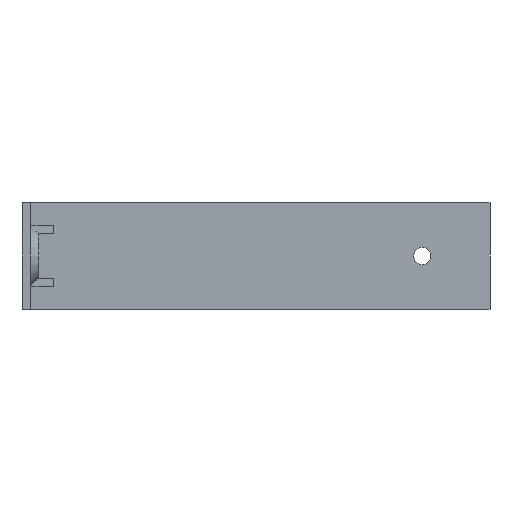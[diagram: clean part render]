
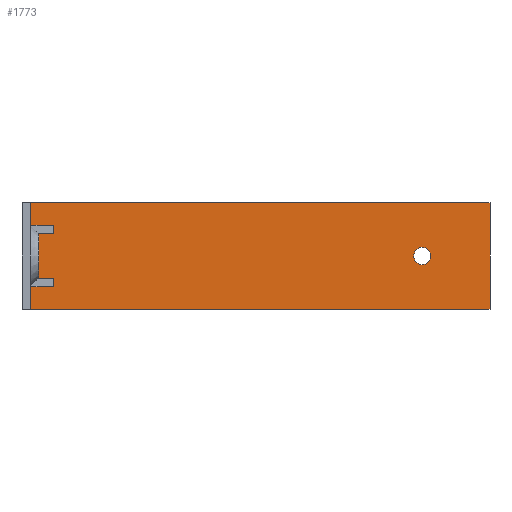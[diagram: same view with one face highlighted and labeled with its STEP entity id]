
A CAD part, left-side view. The second image highlights one B-rep face of the part: STEP entity #1773.
In plain terms, the highlighted planar face has unit normal (-1, 0, 0).
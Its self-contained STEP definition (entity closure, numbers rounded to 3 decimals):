
#1275=CARTESIAN_POINT('',(-36.5,90.94,14.875));
#1276=VERTEX_POINT('',#1275);
#1285=CARTESIAN_POINT('',(-36.5,86.44,14.875));
#1286=VERTEX_POINT('',#1285);
#1287=CARTESIAN_POINT('',(-36.5,86.44,14.875));
#1288=DIRECTION('',(0.0,1.0,0.0));
#1289=VECTOR('',#1288,4.5);
#1290=LINE('',#1287,#1289);
#1291=EDGE_CURVE('',#1286,#1276,#1290,.T.);
#1316=CARTESIAN_POINT('',(-36.5,86.44,16.625));
#1317=VERTEX_POINT('',#1316);
#1318=CARTESIAN_POINT('',(-36.5,86.44,16.625));
#1319=DIRECTION('',(0.0,0.0,-1.0));
#1320=VECTOR('',#1319,1.75);
#1321=LINE('',#1318,#1320);
#1322=EDGE_CURVE('',#1317,#1286,#1321,.T.);
#1338=CARTESIAN_POINT('',(-36.5,90.94,16.625));
#1339=VERTEX_POINT('',#1338);
#1347=CARTESIAN_POINT('',(-36.5,90.94,16.625));
#1348=DIRECTION('',(0.0,-1.0,0.0));
#1349=VECTOR('',#1348,4.5);
#1350=LINE('',#1347,#1349);
#1351=EDGE_CURVE('',#1339,#1317,#1350,.T.);
#1364=CARTESIAN_POINT('',(-36.5,90.94,21.0));
#1365=VERTEX_POINT('',#1364);
#1366=CARTESIAN_POINT('',(-36.5,90.94,16.625));
#1367=DIRECTION('',(0.0,0.0,1.0));
#1368=VECTOR('',#1367,4.375);
#1369=LINE('',#1366,#1368);
#1370=EDGE_CURVE('',#1339,#1365,#1369,.T.);
#1388=CARTESIAN_POINT('',(-36.5,90.94,0.0));
#1389=VERTEX_POINT('',#1388);
#1396=CARTESIAN_POINT('',(-36.5,90.94,4.375));
#1397=VERTEX_POINT('',#1396);
#1398=CARTESIAN_POINT('',(-36.5,90.94,0.0));
#1399=DIRECTION('',(0.0,0.0,1.0));
#1400=VECTOR('',#1399,4.375);
#1401=LINE('',#1398,#1400);
#1402=EDGE_CURVE('',#1389,#1397,#1401,.T.);
#1420=CARTESIAN_POINT('',(-36.5,90.94,6.125));
#1421=VERTEX_POINT('',#1420);
#1428=CARTESIAN_POINT('',(-36.5,90.94,6.125));
#1429=DIRECTION('',(0.0,0.0,1.0));
#1430=VECTOR('',#1429,8.75);
#1431=LINE('',#1428,#1430);
#1432=EDGE_CURVE('',#1421,#1276,#1431,.T.);
#1507=CARTESIAN_POINT('',(-36.5,86.44,6.125));
#1508=VERTEX_POINT('',#1507);
#1509=CARTESIAN_POINT('',(-36.5,90.94,6.125));
#1510=DIRECTION('',(0.0,-1.0,0.0));
#1511=VECTOR('',#1510,4.5);
#1512=LINE('',#1509,#1511);
#1513=EDGE_CURVE('',#1421,#1508,#1512,.T.);
#1530=CARTESIAN_POINT('',(-36.5,86.44,4.375));
#1531=VERTEX_POINT('',#1530);
#1532=CARTESIAN_POINT('',(-36.5,86.44,4.375));
#1533=DIRECTION('',(0.0,1.0,0.0));
#1534=VECTOR('',#1533,4.5);
#1535=LINE('',#1532,#1534);
#1536=EDGE_CURVE('',#1531,#1397,#1535,.T.);
#1555=CARTESIAN_POINT('',(-36.5,86.44,6.125));
#1556=DIRECTION('',(0.0,0.0,-1.0));
#1557=VECTOR('',#1556,1.75);
#1558=LINE('',#1555,#1557);
#1559=EDGE_CURVE('',#1508,#1531,#1558,.T.);
#1570=CARTESIAN_POINT('',(-36.5,13.4,8.8));
#1571=VERTEX_POINT('',#1570);
#1572=CARTESIAN_POINT('',(-36.5,13.4,10.5));
#1573=DIRECTION('',(1.0,0.0,0.0));
#1574=DIRECTION('',(0.0,0.0,1.0));
#1575=AXIS2_PLACEMENT_3D('',#1572,#1573,#1574);
#1576=CIRCLE('',#1575,1.7);
#1577=EDGE_CURVE('',#1571,#1571,#1576,.T.);
#1715=CARTESIAN_POINT('',(-36.5,0.,21.0));
#1716=VERTEX_POINT('',#1715);
#1723=CARTESIAN_POINT('',(-36.5,0.,0.0));
#1724=VERTEX_POINT('',#1723);
#1725=CARTESIAN_POINT('',(-36.5,0.,0.0));
#1726=DIRECTION('',(0.0,0.0,1.0));
#1727=VECTOR('',#1726,21.0);
#1728=LINE('',#1725,#1727);
#1729=EDGE_CURVE('',#1724,#1716,#1728,.T.);
#1741=CARTESIAN_POINT('',(-36.5,0.,0.0));
#1742=DIRECTION('',(-1.0,0.0,0.0));
#1743=DIRECTION('',(0.0,0.0,1.0));
#1744=AXIS2_PLACEMENT_3D('',#1741,#1742,#1743);
#1745=PLANE('',#1744);
#1746=ORIENTED_EDGE('',*,*,#1291,.T.);
#1747=ORIENTED_EDGE('',*,*,#1432,.F.);
#1748=ORIENTED_EDGE('',*,*,#1513,.T.);
#1749=ORIENTED_EDGE('',*,*,#1559,.T.);
#1750=ORIENTED_EDGE('',*,*,#1536,.T.);
#1751=ORIENTED_EDGE('',*,*,#1402,.F.);
#1752=CARTESIAN_POINT('',(-36.5,90.94,0.0));
#1753=DIRECTION('',(0.0,-1.0,0.0));
#1754=VECTOR('',#1753,90.94);
#1755=LINE('',#1752,#1754);
#1756=EDGE_CURVE('',#1389,#1724,#1755,.T.);
#1757=ORIENTED_EDGE('',*,*,#1756,.T.);
#1758=ORIENTED_EDGE('',*,*,#1729,.T.);
#1759=CARTESIAN_POINT('',(-36.5,0.0,21.0));
#1760=DIRECTION('',(0.0,1.0,0.0));
#1761=VECTOR('',#1760,90.94);
#1762=LINE('',#1759,#1761);
#1763=EDGE_CURVE('',#1716,#1365,#1762,.T.);
#1764=ORIENTED_EDGE('',*,*,#1763,.T.);
#1765=ORIENTED_EDGE('',*,*,#1370,.F.);
#1766=ORIENTED_EDGE('',*,*,#1351,.T.);
#1767=ORIENTED_EDGE('',*,*,#1322,.T.);
#1768=EDGE_LOOP('',(#1746,#1747,#1748,#1749,#1750,#1751,#1757,#1758,#1764,#1765,#1766,#1767));
#1769=FACE_OUTER_BOUND('',#1768,.T.);
#1770=ORIENTED_EDGE('',*,*,#1577,.T.);
#1771=EDGE_LOOP('',(#1770));
#1772=FACE_BOUND('',#1771,.T.);
#1773=ADVANCED_FACE('',(#1769,#1772),#1745,.T.);
